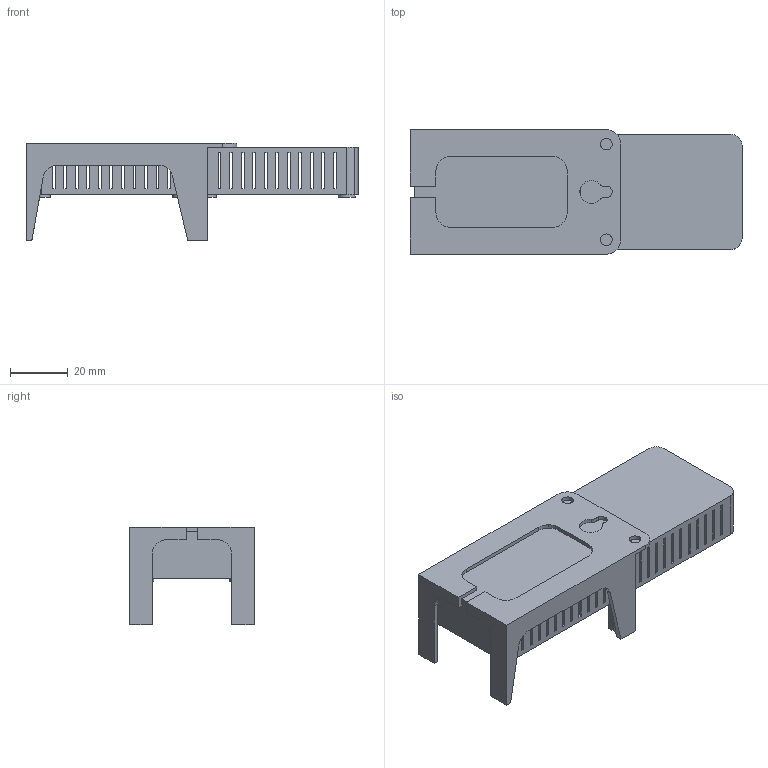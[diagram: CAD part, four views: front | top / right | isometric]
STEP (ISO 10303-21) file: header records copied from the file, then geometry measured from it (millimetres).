
FILE_DESCRIPTION(('STEP AP203'),'1');
FILE_NAME('co2click_custo_nousaerons_v1.stp','2022-06-13T12:30:53',(' '),(' '),'Spatial InterOp 3D',' ',' ');
FILE_SCHEMA(('CONFIG_CONTROL_DESIGN'));
Length unit declared in the file: metre
Products named in the file (4): co2click_custo_nousaerons_v1; fond_sup; support_stack_v14; fond_inf
Assembly tree (3 placements, depth 2):
  co2click_custo_nousaerons_v1
    fond_sup
    support_stack_v14
    fond_inf
Bounding box: 115.1 x 43.15 x 33.9 mm (x, y, z)
Volume: 23824.3 mm3; surface area: 31653.7 mm2
Topology: 3 solids, 3 shells, 372 faces, 1048 edges, 696 vertices
Faces by surface type: plane 258, cylinder 106, torus 8
Entity records: 12400 total; most frequent: CARTESIAN_POINT 2120, ORIENTED_EDGE 2096, DIRECTION 2048, EDGE_CURVE 1048, LINE 800, VECTOR 800, VERTEX_POINT 696, AXIS2_PLACEMENT_3D 624
